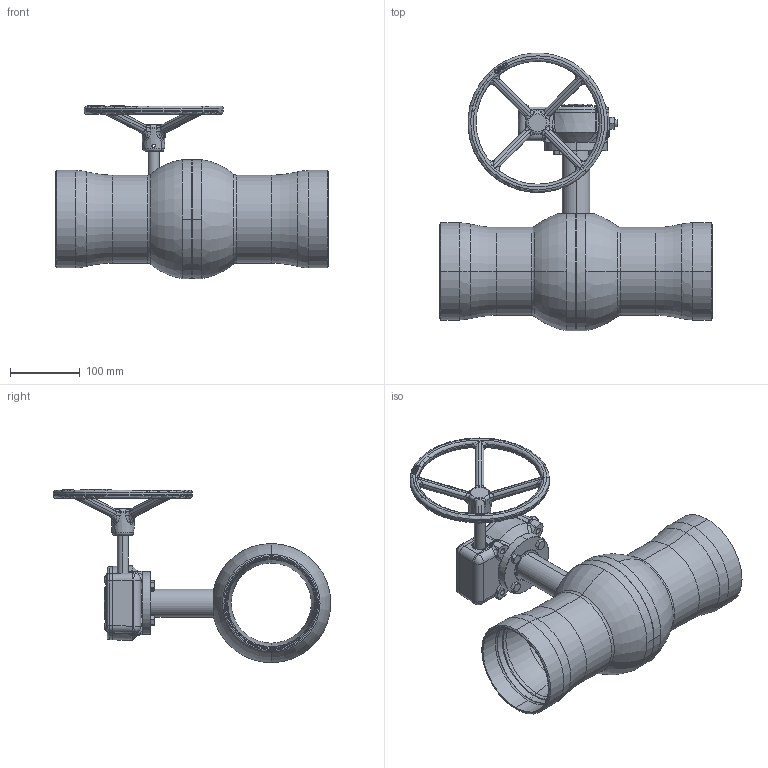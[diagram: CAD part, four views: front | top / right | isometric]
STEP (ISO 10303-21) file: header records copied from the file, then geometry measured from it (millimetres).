
FILE_DESCRIPTION (( 'STEP AP214' ), '1' );
FILE_NAME ('8500225125 480.step', '2025-05-29T08:10:14', ( '' ), ( '' ), 'SwSTEP 2.0', 'SolidWorks 2023', '' );
FILE_SCHEMA (( 'AUTOMOTIVE_DESIGN' ));
Length unit declared in the file: millimetre
Products named in the file (1): 8500225125 480
Bounding box: 390 x 397.68 x 248.25 mm (x, y, z)
Surface area: 385558.7 mm2 (no closed solid volume)
Topology: 0 solids, 16 shells, 843 faces, 2412 edges, 1520 vertices
Faces by surface type: plane 257, bspline 236, cylinder 138, cone 132, torus 68, sphere 12
Entity records: 46486 total; most frequent: CARTESIAN_POINT 27255, ORIENTED_EDGE 4272, DIRECTION 3428, EDGE_CURVE 2400, VERTEX_POINT 1520, AXIS2_PLACEMENT_3D 1342, EDGE_LOOP 902, FACE_OUTER_BOUND 843
